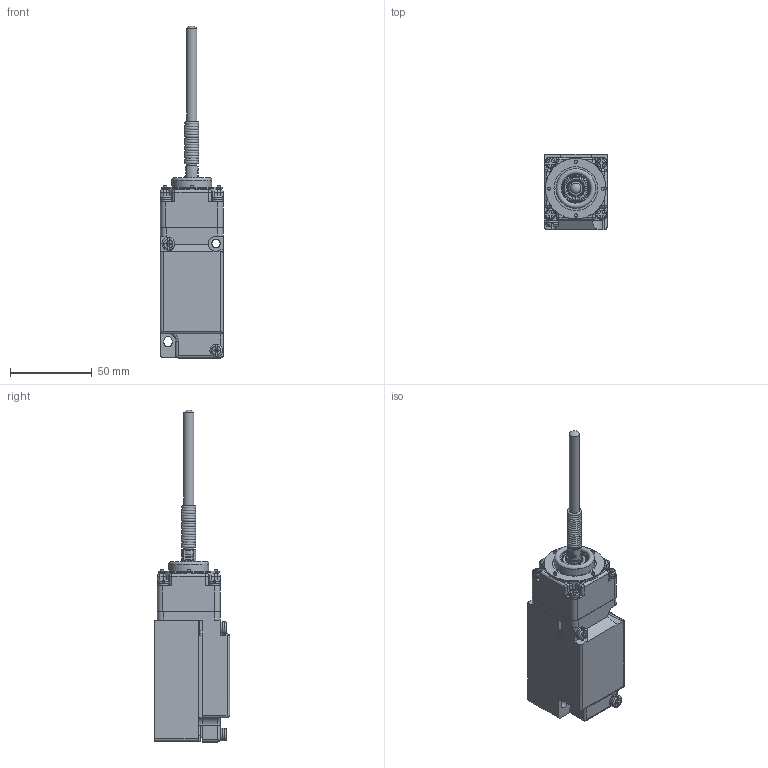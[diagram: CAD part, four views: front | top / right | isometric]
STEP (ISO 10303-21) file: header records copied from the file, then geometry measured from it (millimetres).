
FILE_DESCRIPTION (( 'STEP AP214' ), '1' );
FILE_NAME ('F25BW2.STEP', '2019-08-12T12:05:36', ( '' ), ( '' ), 'SwSTEP 2.0', 'SolidWorks 2018', '' );
FILE_SCHEMA (( 'AUTOMOTIVE_DESIGN' ));
Length unit declared in the file: inch
Products named in the file (1): F25BW2
Bounding box: 38.61 x 45.95 x 202.99 mm (x, y, z)
Volume: 166274.2 mm3; surface area: 51379 mm2
Topology: 35 solids, 35 shells, 899 faces, 2101 edges, 1271 vertices
Faces by surface type: cone 418, plane 264, cylinder 140, torus 69, bspline 6, sphere 2
Full cylindrical faces by diameter (mm): 1.956 x12, 3.556 x4, 4.496 x4, 4.826 x5, 5.08 x3, 5.842 x2, 5.893 x2, 6.35 x9, 6.604 x4, 7.62 x2, 7.671 x2, 7.874 x3, 8.636 x2, 9.398 x1, 10.16 x1, 23.368 x1, 24.282 x1, 26.772 x2, 37.033 x3
Entity records: 42034 total; most frequent: CARTESIAN_POINT 11657, DIRECTION 3672, ORIENTED_EDGE 3484, EDGE_CURVE 1742, AXIS2_PLACEMENT_3D 1420, EDGE_LOOP 1165, VERTEX_POINT 1151, FACE_OUTER_BOUND 971
